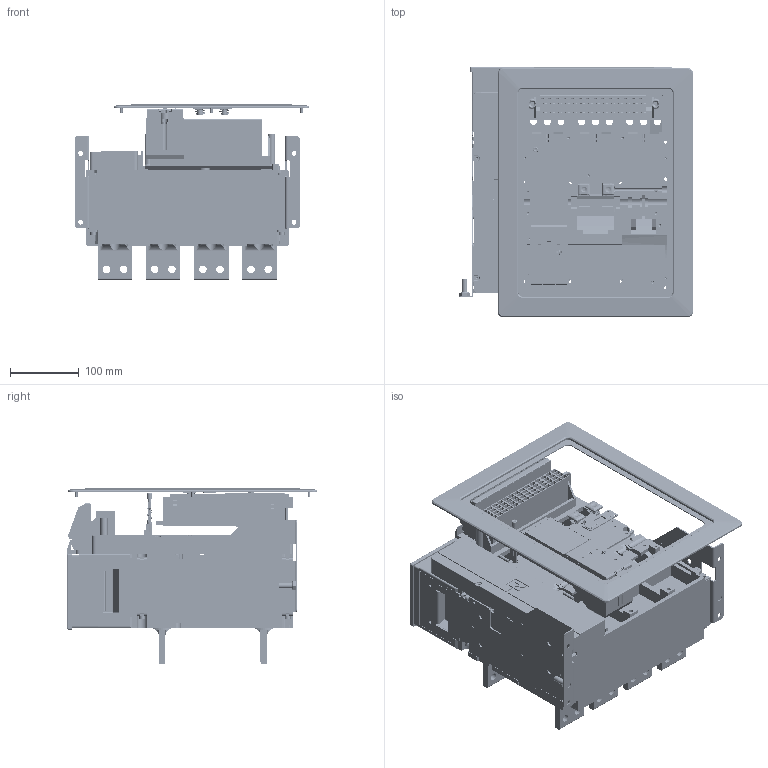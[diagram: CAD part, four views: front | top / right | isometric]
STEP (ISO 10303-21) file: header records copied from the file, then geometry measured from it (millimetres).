
FILE_DESCRIPTION((''),'2;1');
FILE_NAME('NA8-1600-4P-V-K_ASM','2024-03-21T16:41:16',('zyul'),(''),'CREO PARAMETRIC BY PTC INC, 2020044','CREO PARAMETRIC BY PTC INC, 2020044','');
FILE_SCHEMA(('CONFIG_CONTROL_DESIGN','SHAPE_APPEARANCE_LAYERS_GROUPS'));
Products named in the file (71): 5055A1673V; SP030030; SP030036; 5055A1673_ASM; 5024A1711V; SP030038; 8940A0411001; 8940A0411002; 5024A1711_ASM; 5024A1717_ASM; 8062A1614; 8206H1626; SP010400; 5062A1608_ASM; 8062A1615; 5062A1609_ASM; 8310A1609; 5300A1657001V; 8300A1644; 8300A1643; 8ZTD_321_089; 8ZTD_281_1000_AF0; 8ZTD_281_1000_AF1; 8ZTD_253_776; 8ZTD_253_775; 8282A0820014_AF0; 8ZTD_235_356; 8ZTD_253_577; 5300A1661_ASM; 8064A1608001; 8ZTD_024_691; 8ZTD_557_743; 8ZTD_557_744; 8ZTD_557_745; 8ZTD_557_746; SP110066; SP030007; 8ZTD_141_158_1; 8ZTD_141_157_1; 5ZTD_558_474_AF0_ASM ...
Assembly tree (324 placements, depth 4):
  NA8-1600-4P-V-K_ASM
    5055A1673_ASM
      5055A1673V
      SP030030  x12
      SP030036  x6
    5024A1717_ASM
      5024A1711_ASM
        5024A1711V
        SP030038  x4
        SP030036  x5
        SP030030  x5
        8940A0411001  x6
        8940A0411002  x5
    5062A1608_ASM
      8062A1614
      8206H1626  x2
      SP010400
    5062A1609_ASM
      8062A1615
      8206H1626  x2
      SP010400
    8310A1609  x4
    5300A1657001V
    8300A1644
    5300A1661_ASM
      8300A1643
      8ZTD_321_089
      8ZTD_281_1000_AF0
      8ZTD_281_1000_AF1
      8ZTD_253_776
      8ZTD_253_775
      8282A0820014_AF0
      8ZTD_235_356
      8ZTD_253_577
    5558A1706_ASM
      8064A1608001
      5ZTD_558_474_AF0_ASM
        8ZTD_024_691
        8ZTD_557_743
        8ZTD_557_744
        8ZTD_557_745
        8ZTD_557_746
        SP110066  x4
        SP030007  x4
        8ZTD_141_158_1
        8ZTD_141_157_1
      5ZTD_558_474_AF1_ASM
        8ZTD_024_691
        8ZTD_557_743
        8ZTD_557_744
        8ZTD_557_745
        8ZTD_557_746
        SP110066  x4
        SP030007  x4
        8ZTD_141_158_1
        8ZTD_141_157_1
      5ZTD_558_474_AF2_ASM
        8ZTD_024_691
        8ZTD_557_743
        8ZTD_557_744
Bounding box: 340.5 x 364 x 254.86 mm (x, y, z)
Volume: 4995930.7 mm3; surface area: 2292026.3 mm2
Topology: 301 solids, 484 shells, 26277 faces, 69778 edges, 45604 vertices
Faces by surface type: plane 18103, cylinder 5543, cone 1638, bspline 518, torus 304, sphere 141, extrusion 30
Entity records: 493772 total; most frequent: CARTESIAN_POINT 112471, ORIENTED_EDGE 62660, DIRECTION 58556, EDGE_CURVE 31380, VECTOR 24280, LINE 24114, PRESENTATION_STYLE_ASSIGNMENT 22688, STYLED_ITEM 22599
